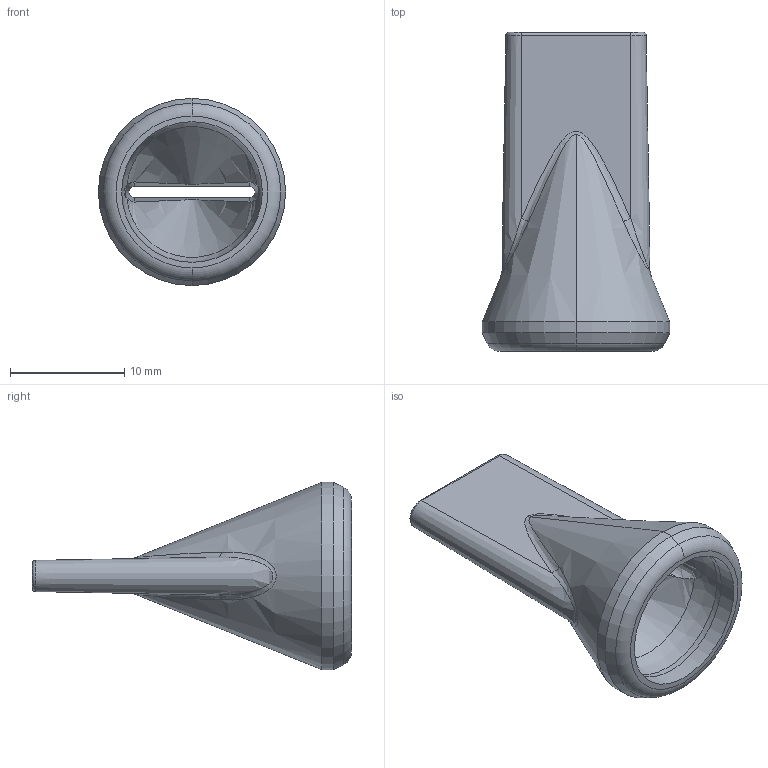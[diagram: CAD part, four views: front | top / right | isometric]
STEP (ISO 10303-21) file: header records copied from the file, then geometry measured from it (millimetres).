
FILE_DESCRIPTION (( 'STEP AP203' ), '1' );
FILE_NAME ('1-4 Flat Slot 40 Nozzle.STEP', '2005-02-04T21:44:28', ( 'mark lockwood' ), ( 'lockwood products inc.' ), 'SwSTEP 2.0', 'SolidWorks 2004146', '' );
FILE_SCHEMA (( 'CONFIG_CONTROL_DESIGN' ));
Length unit declared in the file: inch
Products named in the file (1): 1-4 Flat Slot 40 Nozzle
Bounding box: 16.38 x 27.92 x 16.38 mm (x, y, z)
Volume: 1160.7 mm3; surface area: 1909.9 mm2
Topology: 1 solids, 1 shells, 32 faces, 76 edges, 46 vertices
Faces by surface type: cone 10, plane 6, cylinder 6, bspline 4, torus 4, sphere 2
Entity records: 6399 total; most frequent: CARTESIAN_POINT 5621, DIRECTION 144, ORIENTED_EDGE 144, EDGE_CURVE 72, AXIS2_PLACEMENT_3D 61, VERTEX_POINT 44, EDGE_LOOP 36, FACE_OUTER_BOUND 32
